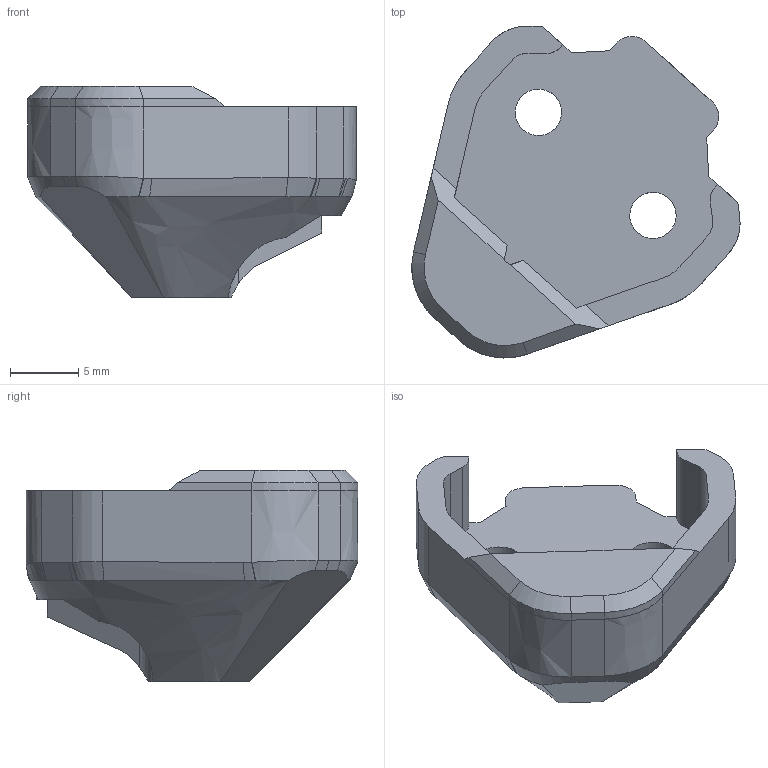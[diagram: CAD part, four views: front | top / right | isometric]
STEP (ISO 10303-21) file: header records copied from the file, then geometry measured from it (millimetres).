
FILE_DESCRIPTION(/* description */ (''),/* implementation_level */ '2;1');
FILE_NAME(/* name */ 'MANTA-5-SE-DC-后脚垫打印件-紫色（2025-2-27）',/* time_stamp */ '2025-02-27T14:28:24+08:00',/* author */ (''),/* organization */ (''),/* preprocessor_version */ 'ST-DEVELOPER v19.2',/* originating_system */ 'Rhino 8.1',/* authorisation */ '');
FILE_SCHEMA (('CONFIG_CONTROL_DESIGN'));
Length unit declared in the file: millimetre
Products named in the file (1): Document
Bounding box: 24.1 x 24.36 x 15.5 mm (x, y, z)
Volume: 2138 mm3; surface area: 1922.8 mm2
Topology: 1 solids, 1 shells, 114 faces, 310 edges, 198 vertices
Faces by surface type: plane 58, bspline 43, cylinder 13
Full cylindrical faces by diameter (mm): 3.4 x2
Entity records: 4723 total; most frequent: CARTESIAN_POINT 2496, ORIENTED_EDGE 620, EDGE_CURVE 310, B_SPLINE_CURVE_WITH_KNOTS 239, VERTEX_POINT 198, DIRECTION 145, EDGE_LOOP 118, ADVANCED_FACE 114
